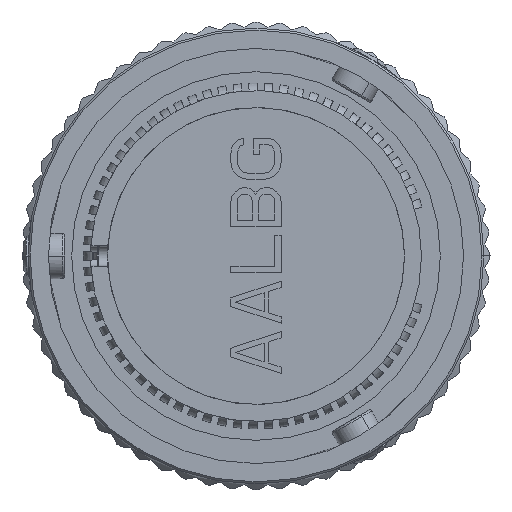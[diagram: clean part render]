
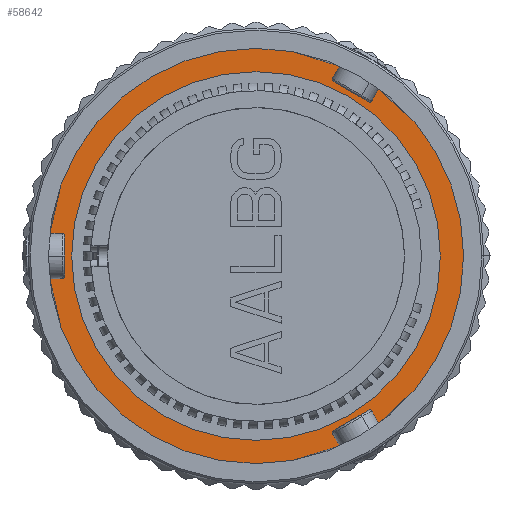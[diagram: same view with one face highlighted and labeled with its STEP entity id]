
A CAD part, left-side view. The second image highlights one B-rep face of the part: STEP entity #58642.
In plain terms, the highlighted planar face has unit normal (-1, 0, 0).
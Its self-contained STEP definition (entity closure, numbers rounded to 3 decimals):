
#8954=CARTESIAN_POINT('',(-14.65,0.,0.));
#8955=DIRECTION('',(-1.,0.,0.));
#8956=DIRECTION('',(0.,-1.,0.));
#8957=AXIS2_PLACEMENT_3D('',#8954,#8955,#8956);
#9106=CARTESIAN_POINT('',(-14.65,0.,0.));
#9107=DIRECTION('',(-1.,0.,0.));
#9108=DIRECTION('',(0.,1.,0.));
#9109=AXIS2_PLACEMENT_3D('',#9106,#9107,#9108);
#9322=CARTESIAN_POINT('',(-14.65,0.,0.));
#9323=DIRECTION('',(1.,0.,0.));
#9324=DIRECTION('',(0.,1.,0.));
#9325=AXIS2_PLACEMENT_3D('',#9322,#9323,#9324);
#9327=CARTESIAN_POINT('',(-14.65,0.,0.));
#9328=DIRECTION('',(1.,0.,0.));
#9329=DIRECTION('',(0.,-1.,0.));
#9330=AXIS2_PLACEMENT_3D('',#9327,#9328,#9329);
#49188=CARTESIAN_POINT('',(-14.65,18.3,0.));
#49189=CARTESIAN_POINT('',(-14.65,-18.3,0.));
#49190=VERTEX_POINT('',#49188);
#49191=VERTEX_POINT('',#49189);
#49321=CARTESIAN_POINT('',(-14.65,20.61,-0.002));
#49322=CARTESIAN_POINT('',(-14.65,-20.61,0.002));
#49323=VERTEX_POINT('',#49321);
#49324=VERTEX_POINT('',#49322);
#58626=CARTESIAN_POINT('',(-14.65,0.,0.));
#58627=DIRECTION('',(1.,0.,0.));
#58628=DIRECTION('',(0.,0.,1.));
#58629=AXIS2_PLACEMENT_3D('',#58626,#58627,#58628);
#58630=PLANE('1934',#58629);
#58632=ORIENTED_EDGE('8503',*,*,#58631,.F.);
#58633=ORIENTED_EDGE('8505',*,*,#58599,.F.);
#58634=EDGE_LOOP('1934',(#58632,#58633));
#58635=FACE_OUTER_BOUND('1934',#58634,.F.);
#58637=ORIENTED_EDGE('8338',*,*,#58636,.F.);
#58639=ORIENTED_EDGE('8339',*,*,#58638,.F.);
#58640=EDGE_LOOP('1934',(#58637,#58639));
#58641=FACE_BOUND('1934',#58640,.F.);
#8958=CIRCLE('8505',#8957,20.61);
#9110=CIRCLE('8503',#9109,20.61);
#9326=CIRCLE('8338',#9325,18.3);
#9331=CIRCLE('8339',#9330,18.3);
#58599=EDGE_CURVE('8505',#49324,#49323,#8958,.T.);
#58631=EDGE_CURVE('8503',#49323,#49324,#9110,.T.);
#58636=EDGE_CURVE('8338',#49190,#49191,#9326,.T.);
#58638=EDGE_CURVE('8339',#49191,#49190,#9331,.T.);
#58642=ADVANCED_FACE('1934',(#58635,#58641),#58630,.F.);
